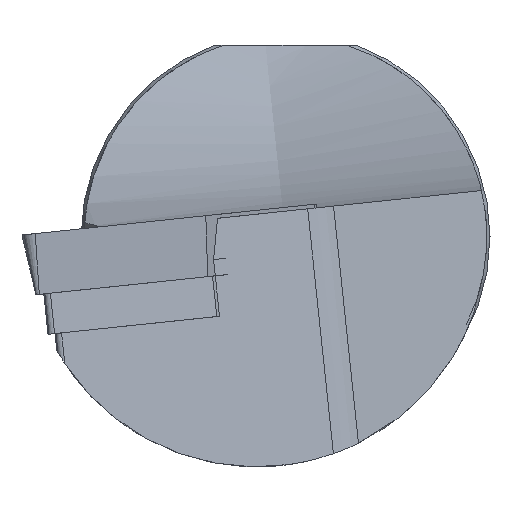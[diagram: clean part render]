
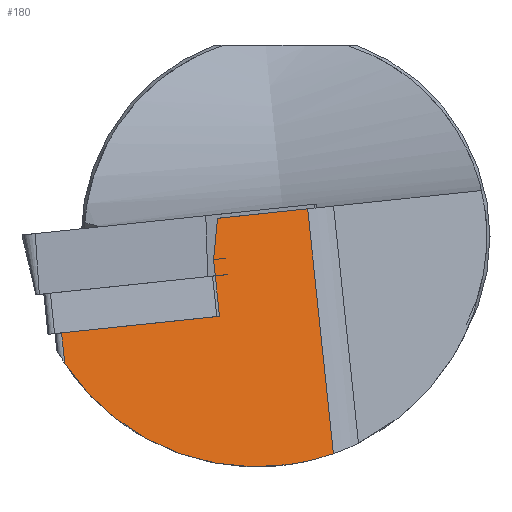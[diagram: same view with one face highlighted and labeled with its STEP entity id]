
A CAD part, left-side view. The second image highlights one B-rep face of the part: STEP entity #180.
In plain terms, the highlighted planar face has unit normal (-0.954, -0.298, 0.031).
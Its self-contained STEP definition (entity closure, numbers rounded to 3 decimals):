
#130=ELLIPSE('',#882,18.864,18.);
#136=B_SPLINE_CURVE_WITH_KNOTS('',3,(#1134,#1135,#1136,#1137),
 .UNSPECIFIED.,.F.,.F.,(4,4),(0.,1.),.UNSPECIFIED.);
#153=B_SPLINE_CURVE_WITH_KNOTS('',3,(#1536,#1537,#1538,#1539),
 .UNSPECIFIED.,.F.,.F.,(4,4),(0.,1.),.UNSPECIFIED.);
#180=ADVANCED_FACE('',(#247),#214,.F.);
#214=PLANE('',#883);
#247=FACE_OUTER_BOUND('',#291,.T.);
#291=EDGE_LOOP('',(#417,#418,#419,#420,#421,#422,#423,#424,#425));
#417=ORIENTED_EDGE('',*,*,#685,.T.);
#418=ORIENTED_EDGE('',*,*,#686,.F.);
#419=ORIENTED_EDGE('',*,*,#687,.T.);
#420=ORIENTED_EDGE('',*,*,#688,.T.);
#421=ORIENTED_EDGE('',*,*,#676,.T.);
#422=ORIENTED_EDGE('',*,*,#641,.T.);
#423=ORIENTED_EDGE('',*,*,#689,.T.);
#424=ORIENTED_EDGE('',*,*,#637,.T.);
#425=ORIENTED_EDGE('',*,*,#690,.T.);
#563=VERTEX_POINT('',#1125);
#565=VERTEX_POINT('',#1128);
#567=VERTEX_POINT('',#1138);
#568=VERTEX_POINT('',#1139);
#593=VERTEX_POINT('',#1540);
#600=VERTEX_POINT('',#1837);
#601=VERTEX_POINT('',#1838);
#602=VERTEX_POINT('',#1840);
#603=VERTEX_POINT('',#1842);
#637=EDGE_CURVE('',#565,#563,#747,.T.);
#641=EDGE_CURVE('',#567,#568,#136,.T.);
#676=EDGE_CURVE('',#593,#567,#153,.T.);
#685=EDGE_CURVE('',#600,#601,#758,.T.);
#686=EDGE_CURVE('',#602,#601,#759,.T.);
#687=EDGE_CURVE('',#602,#603,#130,.T.);
#688=EDGE_CURVE('',#603,#593,#760,.T.);
#689=EDGE_CURVE('',#568,#565,#761,.T.);
#690=EDGE_CURVE('',#563,#600,#762,.T.);
#747=LINE('',#1127,#803);
#758=LINE('',#1836,#814);
#759=LINE('',#1839,#815);
#760=LINE('',#1843,#816);
#761=LINE('',#1844,#817);
#762=LINE('',#1845,#818);
#803=VECTOR('',#933,1.);
#814=VECTOR('',#990,1.);
#815=VECTOR('',#991,1.);
#816=VECTOR('',#994,1.);
#817=VECTOR('',#995,1.);
#818=VECTOR('',#996,1.);
#882=AXIS2_PLACEMENT_3D('',#1841,#992,#993);
#883=AXIS2_PLACEMENT_3D('',#1846,#997,#998);
#933=DIRECTION('',(0.,-0.105,-0.995));
#990=DIRECTION('',(-0.299,0.949,-0.1));
#991=DIRECTION('',(0.,0.105,0.995));
#992=DIRECTION('',(-0.954,-0.298,0.031));
#993=DIRECTION('',(-0.299,0.949,-0.1));
#994=DIRECTION('',(0.,0.105,0.995));
#995=DIRECTION('',(-0.063,0.096,-0.993));
#996=DIRECTION('',(0.,-0.105,-0.995));
#997=DIRECTION('',(0.954,0.298,-0.031));
#998=DIRECTION('',(0.298,-0.955,0.));
#1125=CARTESIAN_POINT('',(5.986,5.501,-3.052));
#1127=CARTESIAN_POINT('',(5.986,8.343,23.988));
#1128=CARTESIAN_POINT('',(5.986,5.635,-1.778));
#1134=CARTESIAN_POINT('',(6.328,4.882,1.498));
#1135=CARTESIAN_POINT('',(6.282,5.029,1.483));
#1136=CARTESIAN_POINT('',(6.236,5.175,1.468));
#1137=CARTESIAN_POINT('',(6.19,5.321,1.452));
#1138=CARTESIAN_POINT('',(6.328,4.882,1.498));
#1139=CARTESIAN_POINT('',(6.19,5.321,1.452));
#1536=CARTESIAN_POINT('',(8.413,-1.729,2.194));
#1537=CARTESIAN_POINT('',(7.718,0.475,1.962));
#1538=CARTESIAN_POINT('',(7.023,2.679,1.73));
#1539=CARTESIAN_POINT('',(6.328,4.882,1.498));
#1540=CARTESIAN_POINT('',(8.413,-1.729,2.194));
#1836=CARTESIAN_POINT('',(8.413,-2.528,-5.406));
#1837=CARTESIAN_POINT('',(5.986,5.168,-6.215));
#1838=CARTESIAN_POINT('',(2.088,17.531,-7.514));
#1839=CARTESIAN_POINT('',(2.088,54.973,348.722));
#1840=CARTESIAN_POINT('',(2.088,17.28,-9.905));
#1841=CARTESIAN_POINT('',(7.1,2.25,0.));
#1842=CARTESIAN_POINT('',(8.413,-3.744,-16.973));
#1843=CARTESIAN_POINT('',(8.413,34.914,350.83));
#1844=CARTESIAN_POINT('',(6.047,5.54,-0.807));
#1845=CARTESIAN_POINT('',(5.986,8.343,23.988));
#1846=CARTESIAN_POINT('',(8.413,34.914,350.83));
